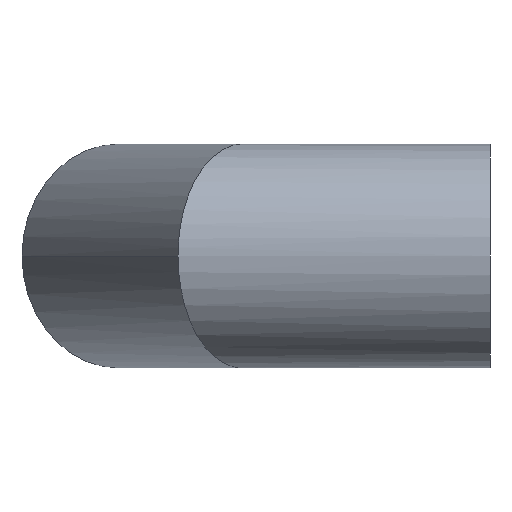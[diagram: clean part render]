
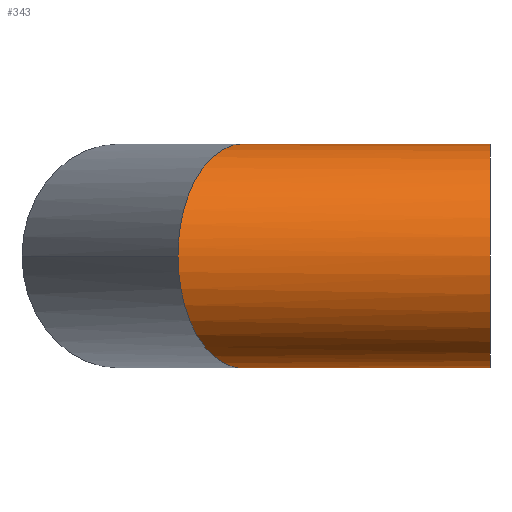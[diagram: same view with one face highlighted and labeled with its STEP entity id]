
A CAD part, left-side view. The second image highlights one B-rep face of the part: STEP entity #343.
In plain terms, the highlighted cylindrical face has radius 70 mm (diameter 140 mm), a partial arc.
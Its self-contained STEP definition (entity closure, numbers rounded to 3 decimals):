
#9 = VERTEX_POINT ( 'NONE', #366 ) ;
#12 = DIRECTION ( 'NONE',  ( 0., 1., 0. ) ) ;
#14 = EDGE_CURVE ( 'NONE', #359, #189, #199, .T. ) ;
#18 = CARTESIAN_POINT ( 'NONE',  ( -70., 195.081, 0. ) ) ;
#35 = DIRECTION ( 'NONE',  ( 0., 1., 0. ) ) ;
#54 = ORIENTED_EDGE ( 'NONE', *, *, #379, .T. ) ;
#55 = FACE_OUTER_BOUND ( 'NONE', #134, .T. ) ;
#70 = CARTESIAN_POINT ( 'NONE',  ( -70., 195.081, 0. ) ) ;
#76 = CARTESIAN_POINT ( 'NONE',  ( -70., 195.081, -41.005 ) ) ;
#83 = EDGE_CURVE ( 'NONE', #9, #277, #254, .T. ) ;
#88 = ORIENTED_EDGE ( 'NONE', *, *, #93, .F. ) ;
#89 = CARTESIAN_POINT ( 'NONE',  ( 0., 0., 0. ) ) ;
#91 = VERTEX_POINT ( 'NONE', #164 ) ;
#92 = LINE ( 'NONE', #286, #146 ) ;
#93 = EDGE_CURVE ( 'NONE', #359, #91, #92, .T. ) ;
#98 = CARTESIAN_POINT ( 'NONE',  ( 0., 154.667, 70. ) ) ;
#105 = CARTESIAN_POINT ( 'NONE',  ( 0., 154.667, -70. ) ) ;
#129 = CARTESIAN_POINT ( 'NONE',  ( 0., 0., 0. ) ) ;
#131 = AXIS2_PLACEMENT_3D ( 'NONE', #89, #241, #208 ) ;
#134 = EDGE_LOOP ( 'NONE', ( #88, #326, #54, #269, #180 ) ) ;
#139 = CARTESIAN_POINT ( 'NONE',  ( 0., 0., 70. ) ) ;
#146 = VECTOR ( 'NONE', #12, 1000. ) ;
#153 = VECTOR ( 'NONE', #299, 1000. ) ;
#164 = CARTESIAN_POINT ( 'NONE',  ( 0., 154.667, -70. ) ) ;
#175 = CYLINDRICAL_SURFACE ( 'NONE', #131, 70. ) ;
#178 = CARTESIAN_POINT ( 'NONE',  ( 0., 0., 70. ) ) ;
#180 = ORIENTED_EDGE ( 'NONE', *, *, #186, .T. ) ;
#184 = LINE ( 'NONE', #178, #153 ) ;
#186 = EDGE_CURVE ( 'NONE', #277, #91, #229, .T. ) ;
#189 = VERTEX_POINT ( 'NONE', #139 ) ;
#199 = CIRCLE ( 'NONE', #222, 70. ) ;
#202 = CARTESIAN_POINT ( 'NONE',  ( -41.005, 178.341, -70. ) ) ;
#208 = DIRECTION ( 'NONE',  ( 0., 0., 1. ) ) ;
#222 = AXIS2_PLACEMENT_3D ( 'NONE', #129, #35, #310 ) ;
#229 =( BOUNDED_CURVE ( )  B_SPLINE_CURVE ( 3, ( #261, #76, #202, #105 ),
 .UNSPECIFIED., .F., .T. ) 
 B_SPLINE_CURVE_WITH_KNOTS ( ( 4, 4 ),
 ( 0., 1.571 ),
 .UNSPECIFIED. ) 
 CURVE ( )  GEOMETRIC_REPRESENTATION_ITEM ( )  RATIONAL_B_SPLINE_CURVE ( ( 1., 0.805, 0.805, 1. ) ) 
 REPRESENTATION_ITEM ( '' )  );
#241 = DIRECTION ( 'NONE',  ( 0., 1., 0. ) ) ;
#254 =( BOUNDED_CURVE ( )  B_SPLINE_CURVE ( 3, ( #98, #279, #337, #70 ),
 .UNSPECIFIED., .F., .F. ) 
 B_SPLINE_CURVE_WITH_KNOTS ( ( 4, 4 ),
 ( 4.712, 6.283 ),
 .UNSPECIFIED. ) 
 CURVE ( )  GEOMETRIC_REPRESENTATION_ITEM ( )  RATIONAL_B_SPLINE_CURVE ( ( 1., 0.805, 0.805, 1. ) ) 
 REPRESENTATION_ITEM ( '' )  );
#261 = CARTESIAN_POINT ( 'NONE',  ( -70., 195.081, 0. ) ) ;
#269 = ORIENTED_EDGE ( 'NONE', *, *, #83, .T. ) ;
#271 = CARTESIAN_POINT ( 'NONE',  ( 0., 0., -70. ) ) ;
#277 = VERTEX_POINT ( 'NONE', #18 ) ;
#279 = CARTESIAN_POINT ( 'NONE',  ( -41.005, 178.341, 70. ) ) ;
#286 = CARTESIAN_POINT ( 'NONE',  ( 0., 0., -70. ) ) ;
#299 = DIRECTION ( 'NONE',  ( 0., 1., 0. ) ) ;
#310 = DIRECTION ( 'NONE',  ( 0., 0., 1. ) ) ;
#326 = ORIENTED_EDGE ( 'NONE', *, *, #14, .T. ) ;
#337 = CARTESIAN_POINT ( 'NONE',  ( -70., 195.081, 41.005 ) ) ;
#343 = ADVANCED_FACE ( 'NONE', ( #55 ), #175, .T. ) ;
#359 = VERTEX_POINT ( 'NONE', #271 ) ;
#366 = CARTESIAN_POINT ( 'NONE',  ( 0., 154.667, 70. ) ) ;
#379 = EDGE_CURVE ( 'NONE', #189, #9, #184, .T. ) ;
